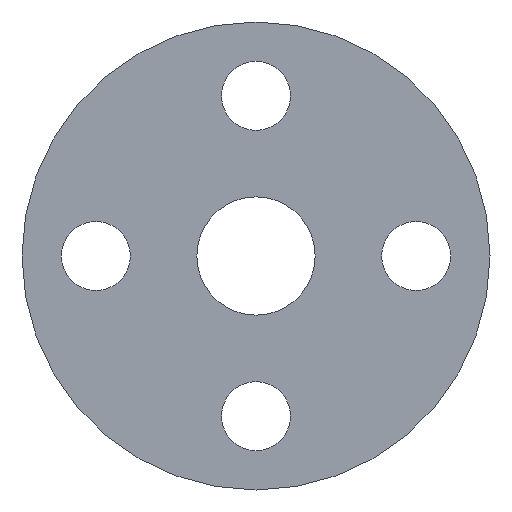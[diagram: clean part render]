
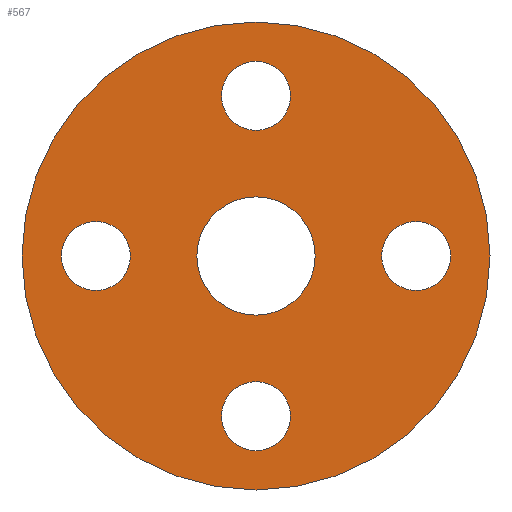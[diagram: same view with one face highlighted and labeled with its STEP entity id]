
A CAD part, front view. The second image highlights one B-rep face of the part: STEP entity #567.
In plain terms, the highlighted planar face has unit normal (0, -1, 0).
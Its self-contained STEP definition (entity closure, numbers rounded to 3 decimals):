
#9 = EDGE_CURVE ( 'NONE', #386, #580, #63, .T. ) ;
#16 = DIRECTION ( 'NONE',  ( 0., 0., -1. ) ) ;
#17 = EDGE_LOOP ( 'NONE', ( #521, #539 ) ) ;
#19 = ORIENTED_EDGE ( 'NONE', *, *, #273, .F. ) ;
#20 = CARTESIAN_POINT ( 'NONE',  ( 0., 0., 0. ) ) ;
#26 = DIRECTION ( 'NONE',  ( 0., 0., -1. ) ) ;
#27 = CARTESIAN_POINT ( 'NONE',  ( 0., 0., -39.5 ) ) ;
#28 = DIRECTION ( 'NONE',  ( 0., 0., -1. ) ) ;
#31 = ORIENTED_EDGE ( 'NONE', *, *, #410, .F. ) ;
#35 = ORIENTED_EDGE ( 'NONE', *, *, #102, .T. ) ;
#39 = DIRECTION ( 'NONE',  ( 0., 1., 0. ) ) ;
#59 = CARTESIAN_POINT ( 'NONE',  ( 0., 0., 25.5 ) ) ;
#61 = CARTESIAN_POINT ( 'NONE',  ( 0., 0., 0. ) ) ;
#63 = CIRCLE ( 'NONE', #541, 7. ) ;
#70 = AXIS2_PLACEMENT_3D ( 'NONE', #20, #516, #337 ) ;
#79 = DIRECTION ( 'NONE',  ( 0., 0., 1. ) ) ;
#83 = DIRECTION ( 'NONE',  ( 0., 0., -1. ) ) ;
#90 = CIRCLE ( 'NONE', #323, 12. ) ;
#102 = EDGE_CURVE ( 'NONE', #515, #352, #90, .T. ) ;
#106 = CIRCLE ( 'NONE', #358, 7. ) ;
#110 = FACE_BOUND ( 'NONE', #17, .T. ) ;
#117 = AXIS2_PLACEMENT_3D ( 'NONE', #342, #294, #125 ) ;
#119 = CARTESIAN_POINT ( 'NONE',  ( 0., 0., 12. ) ) ;
#125 = DIRECTION ( 'NONE',  ( 0., 0., -1. ) ) ;
#126 = CARTESIAN_POINT ( 'NONE',  ( -32.5, 0., 0. ) ) ;
#138 = AXIS2_PLACEMENT_3D ( 'NONE', #258, #444, #401 ) ;
#141 = VERTEX_POINT ( 'NONE', #59 ) ;
#144 = DIRECTION ( 'NONE',  ( 0., 1., 0. ) ) ;
#146 = EDGE_CURVE ( 'NONE', #352, #515, #459, .T. ) ;
#153 = FACE_OUTER_BOUND ( 'NONE', #424, .T. ) ;
#156 = ORIENTED_EDGE ( 'NONE', *, *, #298, .F. ) ;
#157 = CARTESIAN_POINT ( 'NONE',  ( 0., 0., 0. ) ) ;
#158 = DIRECTION ( 'NONE',  ( 0., -1., 0. ) ) ;
#160 = VERTEX_POINT ( 'NONE', #471 ) ;
#161 = FACE_BOUND ( 'NONE', #476, .T. ) ;
#166 = CIRCLE ( 'NONE', #204, 47.5 ) ;
#178 = EDGE_CURVE ( 'NONE', #493, #160, #166, .T. ) ;
#185 = CIRCLE ( 'NONE', #344, 47.5 ) ;
#191 = CARTESIAN_POINT ( 'NONE',  ( 0., 0., -25.5 ) ) ;
#195 = CARTESIAN_POINT ( 'NONE',  ( 0., 0., -47.5 ) ) ;
#204 = AXIS2_PLACEMENT_3D ( 'NONE', #157, #481, #79 ) ;
#205 = CIRCLE ( 'NONE', #138, 7. ) ;
#206 = DIRECTION ( 'NONE',  ( 0., -1., 0. ) ) ;
#208 = CARTESIAN_POINT ( 'NONE',  ( -32.5, 0., -7. ) ) ;
#211 = ORIENTED_EDGE ( 'NONE', *, *, #146, .T. ) ;
#217 = CIRCLE ( 'NONE', #290, 7. ) ;
#233 = CIRCLE ( 'NONE', #314, 7. ) ;
#238 = FACE_BOUND ( 'NONE', #347, .T. ) ;
#243 = ORIENTED_EDGE ( 'NONE', *, *, #356, .F. ) ;
#245 = VERTEX_POINT ( 'NONE', #420 ) ;
#249 = CARTESIAN_POINT ( 'NONE',  ( 0., 0., 32.5 ) ) ;
#252 = DIRECTION ( 'NONE',  ( 0., 0., 1. ) ) ;
#253 = EDGE_CURVE ( 'NONE', #245, #409, #106, .T. ) ;
#257 = CARTESIAN_POINT ( 'NONE',  ( 0., 0., 32.5 ) ) ;
#258 = CARTESIAN_POINT ( 'NONE',  ( -32.5, 0., 0. ) ) ;
#273 = EDGE_CURVE ( 'NONE', #279, #510, #488, .T. ) ;
#279 = VERTEX_POINT ( 'NONE', #530 ) ;
#285 = FACE_BOUND ( 'NONE', #442, .T. ) ;
#290 = AXIS2_PLACEMENT_3D ( 'NONE', #387, #582, #390 ) ;
#294 = DIRECTION ( 'NONE',  ( 0., -1., 0. ) ) ;
#295 = DIRECTION ( 'NONE',  ( 0., 0., -1. ) ) ;
#298 = EDGE_CURVE ( 'NONE', #507, #141, #525, .T. ) ;
#304 = AXIS2_PLACEMENT_3D ( 'NONE', #126, #429, #295 ) ;
#314 = AXIS2_PLACEMENT_3D ( 'NONE', #333, #428, #431 ) ;
#323 = AXIS2_PLACEMENT_3D ( 'NONE', #446, #39, #590 ) ;
#333 = CARTESIAN_POINT ( 'NONE',  ( 32.5, 0., 0. ) ) ;
#334 = CARTESIAN_POINT ( 'NONE',  ( 32.5, 0., 0. ) ) ;
#337 = DIRECTION ( 'NONE',  ( 0., 0., 1. ) ) ;
#341 = EDGE_LOOP ( 'NONE', ( #450, #156 ) ) ;
#342 = CARTESIAN_POINT ( 'NONE',  ( 0., 0., 47.5 ) ) ;
#344 = AXIS2_PLACEMENT_3D ( 'NONE', #61, #144, #252 ) ;
#347 = EDGE_LOOP ( 'NONE', ( #35, #211 ) ) ;
#350 = PLANE ( 'NONE',  #117 ) ;
#352 = VERTEX_POINT ( 'NONE', #489 ) ;
#356 = EDGE_CURVE ( 'NONE', #510, #279, #205, .T. ) ;
#358 = AXIS2_PLACEMENT_3D ( 'NONE', #334, #380, #16 ) ;
#380 = DIRECTION ( 'NONE',  ( 0., -1., 0. ) ) ;
#386 = VERTEX_POINT ( 'NONE', #191 ) ;
#387 = CARTESIAN_POINT ( 'NONE',  ( 0., 0., -32.5 ) ) ;
#390 = DIRECTION ( 'NONE',  ( 0., 0., -1. ) ) ;
#397 = ORIENTED_EDGE ( 'NONE', *, *, #511, .F. ) ;
#401 = DIRECTION ( 'NONE',  ( 0., 0., -1. ) ) ;
#409 = VERTEX_POINT ( 'NONE', #561 ) ;
#410 = EDGE_CURVE ( 'NONE', #160, #493, #185, .T. ) ;
#420 = CARTESIAN_POINT ( 'NONE',  ( 32.5, 0., 7. ) ) ;
#421 = ORIENTED_EDGE ( 'NONE', *, *, #178, .F. ) ;
#423 = EDGE_CURVE ( 'NONE', #141, #507, #527, .T. ) ;
#424 = EDGE_LOOP ( 'NONE', ( #31, #421 ) ) ;
#427 = AXIS2_PLACEMENT_3D ( 'NONE', #249, #479, #28 ) ;
#428 = DIRECTION ( 'NONE',  ( 0., -1., 0. ) ) ;
#429 = DIRECTION ( 'NONE',  ( 0., -1., 0. ) ) ;
#431 = DIRECTION ( 'NONE',  ( 0., 0., -1. ) ) ;
#442 = EDGE_LOOP ( 'NONE', ( #243, #19 ) ) ;
#444 = DIRECTION ( 'NONE',  ( 0., -1., 0. ) ) ;
#446 = CARTESIAN_POINT ( 'NONE',  ( 0., 0., 0. ) ) ;
#450 = ORIENTED_EDGE ( 'NONE', *, *, #423, .F. ) ;
#459 = CIRCLE ( 'NONE', #70, 12. ) ;
#471 = CARTESIAN_POINT ( 'NONE',  ( 0., 0., 47.5 ) ) ;
#476 = EDGE_LOOP ( 'NONE', ( #397, #554 ) ) ;
#479 = DIRECTION ( 'NONE',  ( 0., -1., 0. ) ) ;
#481 = DIRECTION ( 'NONE',  ( 0., 1., 0. ) ) ;
#488 = CIRCLE ( 'NONE', #304, 7. ) ;
#489 = CARTESIAN_POINT ( 'NONE',  ( 0., 0., -12. ) ) ;
#493 = VERTEX_POINT ( 'NONE', #195 ) ;
#507 = VERTEX_POINT ( 'NONE', #536 ) ;
#510 = VERTEX_POINT ( 'NONE', #208 ) ;
#511 = EDGE_CURVE ( 'NONE', #580, #386, #217, .T. ) ;
#513 = AXIS2_PLACEMENT_3D ( 'NONE', #257, #158, #83 ) ;
#515 = VERTEX_POINT ( 'NONE', #119 ) ;
#516 = DIRECTION ( 'NONE',  ( 0., 1., 0. ) ) ;
#521 = ORIENTED_EDGE ( 'NONE', *, *, #537, .F. ) ;
#525 = CIRCLE ( 'NONE', #427, 7. ) ;
#527 = CIRCLE ( 'NONE', #513, 7. ) ;
#530 = CARTESIAN_POINT ( 'NONE',  ( -32.5, 0., 7. ) ) ;
#536 = CARTESIAN_POINT ( 'NONE',  ( 0., 0., 39.5 ) ) ;
#537 = EDGE_CURVE ( 'NONE', #409, #245, #233, .T. ) ;
#539 = ORIENTED_EDGE ( 'NONE', *, *, #253, .F. ) ;
#541 = AXIS2_PLACEMENT_3D ( 'NONE', #572, #206, #26 ) ;
#554 = ORIENTED_EDGE ( 'NONE', *, *, #9, .F. ) ;
#561 = CARTESIAN_POINT ( 'NONE',  ( 32.5, 0., -7. ) ) ;
#567 = ADVANCED_FACE ( 'NONE', ( #110, #586, #285, #161, #238, #153 ), #350, .T. ) ;
#572 = CARTESIAN_POINT ( 'NONE',  ( 0., 0., -32.5 ) ) ;
#580 = VERTEX_POINT ( 'NONE', #27 ) ;
#582 = DIRECTION ( 'NONE',  ( 0., -1., 0. ) ) ;
#586 = FACE_BOUND ( 'NONE', #341, .T. ) ;
#590 = DIRECTION ( 'NONE',  ( 0., 0., 1. ) ) ;
